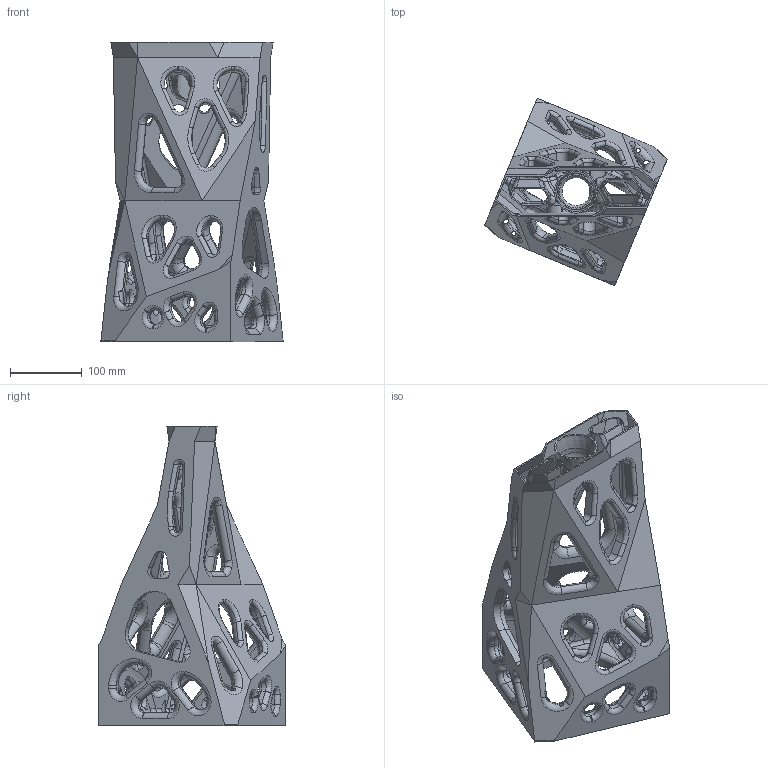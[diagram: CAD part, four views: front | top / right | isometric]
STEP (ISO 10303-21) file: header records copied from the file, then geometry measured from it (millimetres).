
FILE_DESCRIPTION(/* description */ (''),/* implementation_level */ '2;1');
FILE_NAME(/* name */ 'Mast body.step',/* time_stamp */ '2019-10-02T13:37:40-07:00',/* author */ (''),/* organization */ (''),/* preprocessor_version */ 'ST-DEVELOPER v18',/* originating_system */ 'Autodesk Translation Framework v8.6.0.1094',/* authorisation */ '');
FILE_SCHEMA (('AUTOMOTIVE_DESIGN { 1 0 10303 214 3 1 1 }'));
Products named in the file (1): Mast body
Bounding box: 254.63 x 261.31 x 418 mm (x, y, z)
Volume: 874347.6 mm3; surface area: 876687.9 mm2
Topology: 1 solids, 1 shells, 1755 faces, 4597 edges, 2751 vertices
Faces by surface type: cylinder 732, plane 384, torus 382, bspline 222, sphere 26, cone 9
Full cylindrical faces by diameter (mm): 6 x4, 7 x4, 8 x4, 10 x4, 11 x4, 12 x4, 52 x1, 56 x1, 140 x1, 144 x1
Entity records: 64267 total; most frequent: CARTESIAN_POINT 21227, ORIENTED_EDGE 9182, DIRECTION 9146, EDGE_CURVE 4591, AXIS2_PLACEMENT_3D 3673, VERTEX_POINT 2751, CIRCLE 1916, EDGE_LOOP 1882
